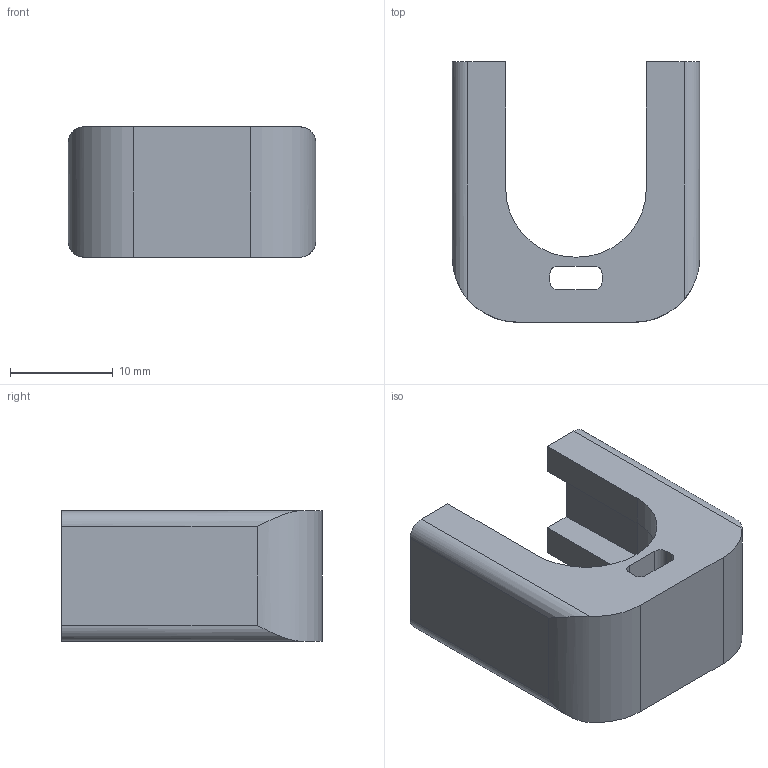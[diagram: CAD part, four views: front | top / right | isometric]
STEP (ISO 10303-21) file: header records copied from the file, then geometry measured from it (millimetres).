
FILE_DESCRIPTION (( 'STEP AP214' ), '1' );
FILE_NAME ('QDC-750X250CLP Quick Disconnect, Clip, Mojave Sphinx.STEP', '2024-08-17T20:32:56', ( '' ), ( '' ), 'SwSTEP 2.0', 'SolidWorks 2022', '' );
FILE_SCHEMA (( 'AUTOMOTIVE_DESIGN' ));
Length unit declared in the file: inch
Products named in the file (1): QDC-750X250CLP Quick Disconnect, Clip, Mojave Sphinx
Bounding box: 24.13 x 25.4 x 12.7 mm (x, y, z)
Volume: 3722.4 mm3; surface area: 2557.1 mm2
Topology: 1 solids, 1 shells, 38 faces, 104 edges, 68 vertices
Faces by surface type: plane 22, cylinder 16
Entity records: 1280 total; most frequent: CARTESIAN_POINT 251, ORIENTED_EDGE 208, DIRECTION 206, EDGE_CURVE 104, LINE 72, VECTOR 72, VERTEX_POINT 68, AXIS2_PLACEMENT_3D 67
